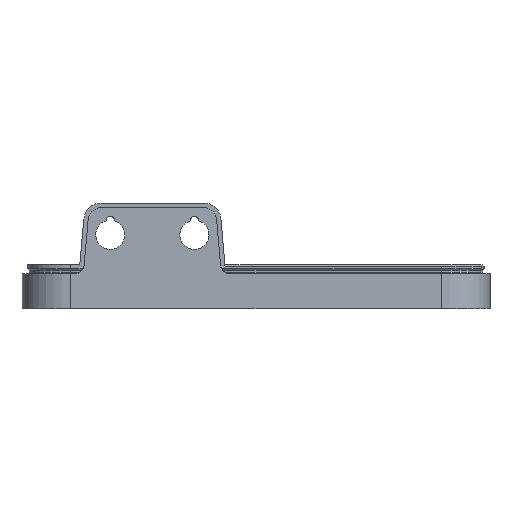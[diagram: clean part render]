
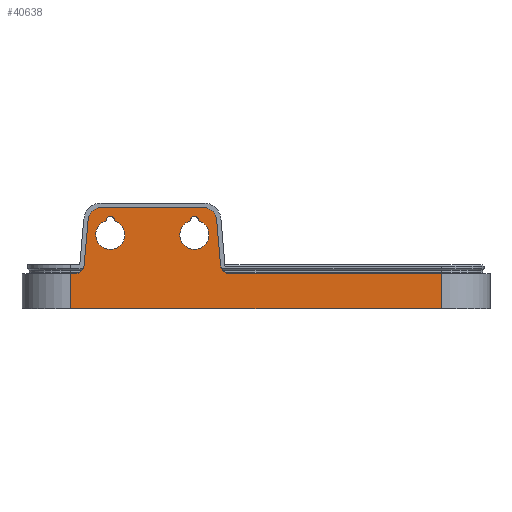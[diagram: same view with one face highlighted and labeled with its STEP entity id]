
A CAD part, front view. The second image highlights one B-rep face of the part: STEP entity #40638.
In plain terms, the highlighted planar face has unit normal (0, -1, 0).
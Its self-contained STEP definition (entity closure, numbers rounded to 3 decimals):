
#28=FACE_BOUND('',#2897,.T.);
#29=FACE_BOUND('',#2898,.T.);
#687=CIRCLE('',#42682,2.);
#692=CIRCLE('',#42690,2.);
#693=CIRCLE('',#42694,3.);
#694=CIRCLE('',#42697,3.);
#695=CIRCLE('',#42699,0.9);
#696=CIRCLE('',#42700,3.3);
#697=CIRCLE('',#42701,0.9);
#698=CIRCLE('',#42702,3.3);
#900=FACE_OUTER_BOUND('',#2896,.T.);
#2896=EDGE_LOOP('',(#27113,#27114,#27115,#27116,#27117,#27118,#27119,#27120,
#27121,#27122,#27123,#27124));
#2897=EDGE_LOOP('',(#27125,#27126));
#2898=EDGE_LOOP('',(#27127,#27128));
#5552=LINE('',#55063,#11326);
#5556=LINE('',#55078,#11330);
#5569=LINE('',#55104,#11343);
#5570=LINE('',#55107,#11344);
#5573=LINE('',#55115,#11347);
#5575=LINE('',#55121,#11349);
#5576=LINE('',#55123,#11350);
#5577=LINE('',#55124,#11351);
#11326=VECTOR('',#45010,10.);
#11330=VECTOR('',#45022,10.);
#11343=VECTOR('',#45043,10.);
#11344=VECTOR('',#45046,10.);
#11347=VECTOR('',#45055,10.);
#11349=VECTOR('',#45063,10.);
#11350=VECTOR('',#45064,10.);
#11351=VECTOR('',#45065,10.);
#17087=VERTEX_POINT('',#55054);
#17088=VERTEX_POINT('',#55056);
#17089=VERTEX_POINT('',#55060);
#17090=VERTEX_POINT('',#55062);
#17097=VERTEX_POINT('',#55076);
#17105=VERTEX_POINT('',#55098);
#17106=VERTEX_POINT('',#55102);
#17107=VERTEX_POINT('',#55106);
#17108=VERTEX_POINT('',#55110);
#17109=VERTEX_POINT('',#55114);
#17110=VERTEX_POINT('',#55120);
#17111=VERTEX_POINT('',#55122);
#17112=VERTEX_POINT('',#55125);
#17113=VERTEX_POINT('',#55126);
#17114=VERTEX_POINT('',#55129);
#17115=VERTEX_POINT('',#55130);
#21058=EDGE_CURVE('',#17087,#17088,#687,.T.);
#21061=EDGE_CURVE('',#17090,#17089,#5552,.T.);
#21069=EDGE_CURVE('',#17087,#17097,#5556,.T.);
#21081=EDGE_CURVE('',#17105,#17089,#692,.T.);
#21083=EDGE_CURVE('',#17105,#17106,#5569,.T.);
#21084=EDGE_CURVE('',#17107,#17088,#5570,.T.);
#21086=EDGE_CURVE('',#17108,#17107,#693,.T.);
#21088=EDGE_CURVE('',#17109,#17108,#5573,.T.);
#21090=EDGE_CURVE('',#17106,#17109,#694,.T.);
#21091=EDGE_CURVE('',#17110,#17097,#5575,.T.);
#21092=EDGE_CURVE('',#17111,#17110,#5576,.T.);
#21093=EDGE_CURVE('',#17111,#17090,#5577,.T.);
#21094=EDGE_CURVE('',#17112,#17113,#695,.T.);
#21095=EDGE_CURVE('',#17113,#17112,#696,.T.);
#21096=EDGE_CURVE('',#17114,#17115,#697,.T.);
#21097=EDGE_CURVE('',#17115,#17114,#698,.T.);
#27113=ORIENTED_EDGE('',*,*,#21061,.T.);
#27114=ORIENTED_EDGE('',*,*,#21081,.F.);
#27115=ORIENTED_EDGE('',*,*,#21083,.T.);
#27116=ORIENTED_EDGE('',*,*,#21090,.T.);
#27117=ORIENTED_EDGE('',*,*,#21088,.T.);
#27118=ORIENTED_EDGE('',*,*,#21086,.T.);
#27119=ORIENTED_EDGE('',*,*,#21084,.T.);
#27120=ORIENTED_EDGE('',*,*,#21058,.F.);
#27121=ORIENTED_EDGE('',*,*,#21069,.T.);
#27122=ORIENTED_EDGE('',*,*,#21091,.F.);
#27123=ORIENTED_EDGE('',*,*,#21092,.F.);
#27124=ORIENTED_EDGE('',*,*,#21093,.T.);
#27125=ORIENTED_EDGE('',*,*,#21094,.T.);
#27126=ORIENTED_EDGE('',*,*,#21095,.T.);
#27127=ORIENTED_EDGE('',*,*,#21096,.T.);
#27128=ORIENTED_EDGE('',*,*,#21097,.T.);
#38699=PLANE('',#42698);
#40638=ADVANCED_FACE('',(#900,#28,#29),#38699,.F.);
#42682=AXIS2_PLACEMENT_3D('',#55057,#45004,#45005);
#42690=AXIS2_PLACEMENT_3D('',#55100,#45038,#45039);
#42694=AXIS2_PLACEMENT_3D('',#55111,#45050,#45051);
#42697=AXIS2_PLACEMENT_3D('',#55118,#45059,#45060);
#42698=AXIS2_PLACEMENT_3D('',#55119,#45061,#45062);
#42699=AXIS2_PLACEMENT_3D('',#55127,#45066,#45067);
#42700=AXIS2_PLACEMENT_3D('',#55128,#45068,#45069);
#42701=AXIS2_PLACEMENT_3D('',#55131,#45070,#45071);
#42702=AXIS2_PLACEMENT_3D('',#55132,#45072,#45073);
#45004=DIRECTION('center_axis',(0.,-1.,0.));
#45005=DIRECTION('ref_axis',(0.676,0.,-0.737));
#45010=DIRECTION('',(-1.,0.,0.));
#45022=DIRECTION('',(-1.,0.,0.));
#45038=DIRECTION('center_axis',(0.,-1.,0.));
#45039=DIRECTION('ref_axis',(-0.676,0.,-0.737));
#45043=DIRECTION('',(-0.087,0.,0.996));
#45046=DIRECTION('',(-0.087,0.,-0.996));
#45050=DIRECTION('center_axis',(0.,-1.,0.));
#45051=DIRECTION('ref_axis',(0.,0.,-1.));
#45055=DIRECTION('',(-1.,0.,0.));
#45059=DIRECTION('center_axis',(0.,-1.,0.));
#45060=DIRECTION('ref_axis',(-0.996,0.,-0.087));
#45061=DIRECTION('center_axis',(0.,1.,0.));
#45062=DIRECTION('ref_axis',(-1.,0.,0.));
#45063=DIRECTION('',(0.,0.,1.));
#45064=DIRECTION('',(-1.,0.,0.));
#45065=DIRECTION('',(0.,0.,1.));
#45066=DIRECTION('center_axis',(0.,1.,0.));
#45067=DIRECTION('ref_axis',(-0.991,0.,0.136));
#45068=DIRECTION('center_axis',(0.,1.,0.));
#45069=DIRECTION('ref_axis',(0.27,0.,-0.963));
#45070=DIRECTION('center_axis',(0.,1.,0.));
#45071=DIRECTION('ref_axis',(-0.991,0.,0.136));
#45072=DIRECTION('center_axis',(0.,1.,0.));
#45073=DIRECTION('ref_axis',(0.27,0.,-0.963));
#55054=CARTESIAN_POINT('',(-40.92,-42.999,8.));
#55056=CARTESIAN_POINT('',(-38.927,-42.999,9.826));
#55057=CARTESIAN_POINT('Origin',(-40.92,-42.999,10.));
#55060=CARTESIAN_POINT('',(-6.024,-42.999,8.));
#55062=CARTESIAN_POINT('',(41.997,-42.999,8.));
#55063=CARTESIAN_POINT('',(17.572,-42.999,8.));
#55076=CARTESIAN_POINT('',(-41.997,-42.999,8.));
#55078=CARTESIAN_POINT('',(20.998,-42.999,8.));
#55098=CARTESIAN_POINT('',(-8.016,-42.999,9.826));
#55100=CARTESIAN_POINT('Origin',(-6.024,-42.999,10.));
#55102=CARTESIAN_POINT('',(-8.929,-42.999,20.261));
#55104=CARTESIAN_POINT('',(-7.32,-42.999,1.866));
#55106=CARTESIAN_POINT('',(-38.014,-42.999,20.261));
#55107=CARTESIAN_POINT('',(-38.59,-42.999,13.681));
#55110=CARTESIAN_POINT('',(-35.026,-42.999,23.));
#55111=CARTESIAN_POINT('Origin',(-35.026,-42.999,20.));
#55114=CARTESIAN_POINT('',(-11.918,-42.999,23.));
#55115=CARTESIAN_POINT('',(15.039,-42.999,23.));
#55118=CARTESIAN_POINT('Origin',(-11.918,-42.999,20.));
#55119=CARTESIAN_POINT('Origin',(41.997,-42.999,0.));
#55120=CARTESIAN_POINT('',(-41.997,-42.999,0.));
#55121=CARTESIAN_POINT('',(-41.997,-42.999,0.));
#55122=CARTESIAN_POINT('',(41.997,-42.999,0.));
#55123=CARTESIAN_POINT('',(20.998,-42.999,0.));
#55124=CARTESIAN_POINT('',(41.997,-42.999,0.));
#55125=CARTESIAN_POINT('',(-33.888,-42.999,19.977));
#55126=CARTESIAN_POINT('',(-32.105,-42.999,19.977));
#55127=CARTESIAN_POINT('Origin',(-32.997,-42.999,20.1));
#55128=CARTESIAN_POINT('Origin',(-32.997,-42.999,16.8));
#55129=CARTESIAN_POINT('',(-14.838,-42.999,19.977));
#55130=CARTESIAN_POINT('',(-13.055,-42.999,19.977));
#55131=CARTESIAN_POINT('Origin',(-13.947,-42.999,20.1));
#55132=CARTESIAN_POINT('Origin',(-13.947,-42.999,16.8));
